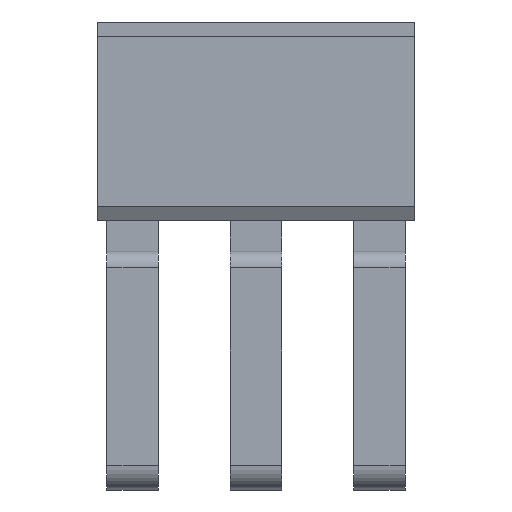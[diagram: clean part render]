
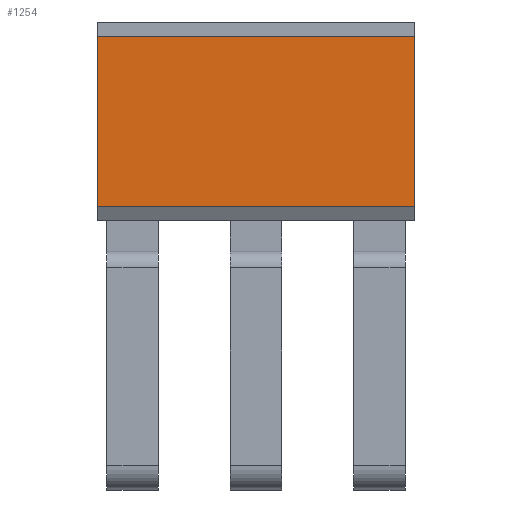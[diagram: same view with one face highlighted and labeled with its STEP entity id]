
A CAD part, top view. The second image highlights one B-rep face of the part: STEP entity #1254.
In plain terms, the highlighted planar face has unit normal (0, 0, 1).
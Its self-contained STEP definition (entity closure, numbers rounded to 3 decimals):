
#207 = VERTEX_POINT ( 'NONE', #1512 ) ;
#263 = VECTOR ( 'NONE', #1562, 1000. ) ;
#264 = VECTOR ( 'NONE', #1838, 1000. ) ;
#271 = EDGE_CURVE ( 'NONE', #1111, #207, #1540, .T. ) ;
#306 = EDGE_CURVE ( 'NONE', #1113, #718, #1910, .T. ) ;
#386 = CARTESIAN_POINT ( 'NONE',  ( -486.607, 156.951, 150.308 ) ) ;
#405 = EDGE_LOOP ( 'NONE', ( #2084, #1413, #1316, #1280 ) ) ;
#461 = CARTESIAN_POINT ( 'NONE',  ( -471.207, 165.208, 150.308 ) ) ;
#573 = EDGE_CURVE ( 'NONE', #1111, #718, #1484, .T. ) ;
#616 = EDGE_CURVE ( 'NONE', #1113, #207, #1391, .T. ) ;
#718 = VERTEX_POINT ( 'NONE', #2048 ) ;
#818 = FACE_OUTER_BOUND ( 'NONE', #405, .T. ) ;
#1111 = VERTEX_POINT ( 'NONE', #461 ) ;
#1113 = VERTEX_POINT ( 'NONE', #386 ) ;
#1254 = ADVANCED_FACE ( 'NONE', ( #818 ), #1366, .T. ) ;
#1280 = ORIENTED_EDGE ( 'NONE', *, *, #306, .T. ) ;
#1316 = ORIENTED_EDGE ( 'NONE', *, *, #616, .F. ) ;
#1323 = DIRECTION ( 'NONE',  ( 0., -1., 0. ) ) ;
#1327 = DIRECTION ( 'NONE',  ( 0., 0., 1. ) ) ;
#1328 = CARTESIAN_POINT ( 'NONE',  ( -467.186, 156.951, 150.308 ) ) ;
#1366 = PLANE ( 'NONE',  #2374 ) ;
#1391 = LINE ( 'NONE', #1881, #1926 ) ;
#1413 = ORIENTED_EDGE ( 'NONE', *, *, #271, .T. ) ;
#1484 = LINE ( 'NONE', #1807, #264 ) ;
#1510 = VECTOR ( 'NONE', #1573, 1000. ) ;
#1512 = CARTESIAN_POINT ( 'NONE',  ( -486.607, 165.208, 150.308 ) ) ;
#1535 = CARTESIAN_POINT ( 'NONE',  ( -467.186, 165.208, 150.308 ) ) ;
#1540 = LINE ( 'NONE', #1535, #263 ) ;
#1562 = DIRECTION ( 'NONE',  ( -1., 0., 0. ) ) ;
#1573 = DIRECTION ( 'NONE',  ( 1., 0., 0. ) ) ;
#1607 = CARTESIAN_POINT ( 'NONE',  ( -467.186, 156.951, 150.308 ) ) ;
#1807 = CARTESIAN_POINT ( 'NONE',  ( -471.207, 164.208, 150.308 ) ) ;
#1811 = DIRECTION ( 'NONE',  ( 0., 1., 0. ) ) ;
#1838 = DIRECTION ( 'NONE',  ( 0., -1., 0. ) ) ;
#1881 = CARTESIAN_POINT ( 'NONE',  ( -486.607, 144.358, 150.308 ) ) ;
#1910 = LINE ( 'NONE', #1607, #1510 ) ;
#1926 = VECTOR ( 'NONE', #1811, 1000. ) ;
#2048 = CARTESIAN_POINT ( 'NONE',  ( -471.207, 156.951, 150.308 ) ) ;
#2084 = ORIENTED_EDGE ( 'NONE', *, *, #573, .F. ) ;
#2374 = AXIS2_PLACEMENT_3D ( 'NONE', #1328, #1327, #1323 ) ;
